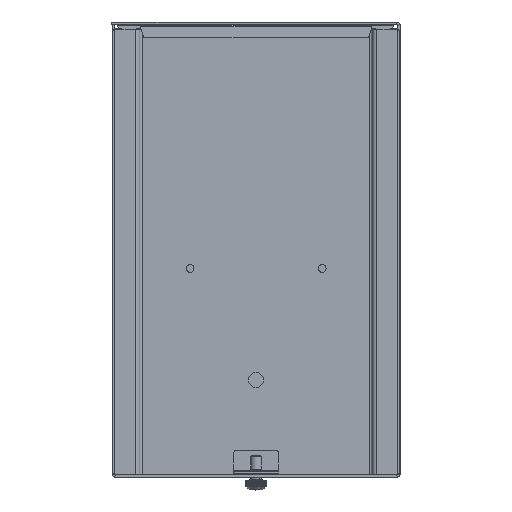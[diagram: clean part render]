
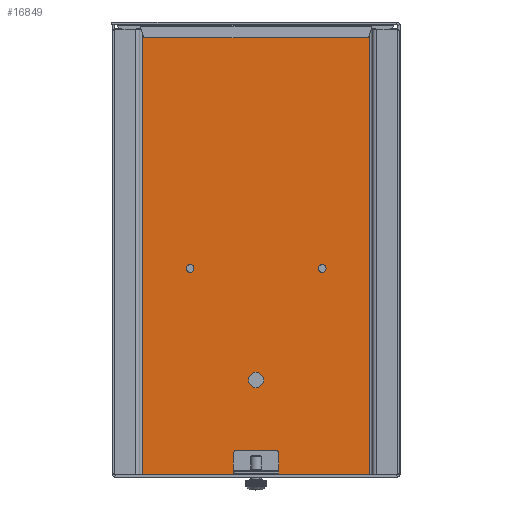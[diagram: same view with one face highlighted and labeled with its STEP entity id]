
A CAD part, top view. The second image highlights one B-rep face of the part: STEP entity #16849.
In plain terms, the highlighted planar face has unit normal (0, 0, 1).
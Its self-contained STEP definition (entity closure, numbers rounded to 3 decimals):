
#101 = DIRECTION ( 'NONE',  ( 0., 0., 1. ) ) ;
#356 = CARTESIAN_POINT ( 'NONE',  ( -43.5, 135.961, 0. ) ) ;
#407 = EDGE_CURVE ( 'NONE', #3347, #18156, #15245, .T. ) ;
#430 = EDGE_CURVE ( 'NONE', #2333, #18156, #9582, .T. ) ;
#733 = CARTESIAN_POINT ( 'NONE',  ( 75., 0., 0. ) ) ;
#983 = VERTEX_POINT ( 'NONE', #5480 ) ;
#1058 = EDGE_CURVE ( 'NONE', #14230, #983, #10184, .T. ) ;
#1149 = VERTEX_POINT ( 'NONE', #8857 ) ;
#1187 = ORIENTED_EDGE ( 'NONE', *, *, #7972, .F. ) ;
#1295 = AXIS2_PLACEMENT_3D ( 'NONE', #12249, #2402, #10810 ) ;
#1602 = EDGE_CURVE ( 'NONE', #4121, #3553, #6117, .T. ) ;
#1801 = CARTESIAN_POINT ( 'NONE',  ( -5., 62.5, 0. ) ) ;
#1958 = EDGE_CURVE ( 'NONE', #10388, #1149, #17902, .T. ) ;
#2154 = PLANE ( 'NONE',  #11569 ) ;
#2333 = VERTEX_POINT ( 'NONE', #11850 ) ;
#2402 = DIRECTION ( 'NONE',  ( 0., 0., 1. ) ) ;
#2989 = VECTOR ( 'NONE', #12484, 1000. ) ;
#3265 = DIRECTION ( 'NONE',  ( 1., 0., 0. ) ) ;
#3347 = VERTEX_POINT ( 'NONE', #4613 ) ;
#3553 = VERTEX_POINT ( 'NONE', #12698 ) ;
#3643 = AXIS2_PLACEMENT_3D ( 'NONE', #18499, #11021, #13547 ) ;
#3658 = VECTOR ( 'NONE', #13620, 1000. ) ;
#4121 = VERTEX_POINT ( 'NONE', #17532 ) ;
#4214 = CARTESIAN_POINT ( 'NONE',  ( 0., 62.5, 0. ) ) ;
#4251 = DIRECTION ( 'NONE',  ( 1., 0., 0. ) ) ;
#4445 = EDGE_LOOP ( 'NONE', ( #9148, #17857 ) ) ;
#4613 = CARTESIAN_POINT ( 'NONE',  ( -75., 293.5, 0. ) ) ;
#5480 = CARTESIAN_POINT ( 'NONE',  ( 5., 62.5, 0. ) ) ;
#5958 = DIRECTION ( 'NONE',  ( 1., 0., 0. ) ) ;
#6117 = CIRCLE ( 'NONE', #3643, 2.6 ) ;
#6232 = ORIENTED_EDGE ( 'NONE', *, *, #18189, .F. ) ;
#6420 = DIRECTION ( 'NONE',  ( 0., 0., 1. ) ) ;
#6615 = ORIENTED_EDGE ( 'NONE', *, *, #1958, .F. ) ;
#6668 = AXIS2_PLACEMENT_3D ( 'NONE', #4214, #101, #5958 ) ;
#6936 = DIRECTION ( 'NONE',  ( 1., 0., 0. ) ) ;
#7035 = EDGE_CURVE ( 'NONE', #3553, #4121, #11781, .T. ) ;
#7603 = ORIENTED_EDGE ( 'NONE', *, *, #18421, .T. ) ;
#7972 = EDGE_CURVE ( 'NONE', #1149, #10388, #17290, .T. ) ;
#8857 = CARTESIAN_POINT ( 'NONE',  ( 40.9, 135.961, 0. ) ) ;
#8937 = EDGE_LOOP ( 'NONE', ( #6615, #1187 ) ) ;
#9148 = ORIENTED_EDGE ( 'NONE', *, *, #7035, .F. ) ;
#9290 = CARTESIAN_POINT ( 'NONE',  ( -75., 293.5, 0. ) ) ;
#9482 = CARTESIAN_POINT ( 'NONE',  ( 76.5, 0., 0. ) ) ;
#9486 = FACE_OUTER_BOUND ( 'NONE', #17381, .T. ) ;
#9582 = LINE ( 'NONE', #9482, #3658 ) ;
#10184 = CIRCLE ( 'NONE', #18472, 5. ) ;
#10388 = VERTEX_POINT ( 'NONE', #13554 ) ;
#10600 = CARTESIAN_POINT ( 'NONE',  ( 43.5, 135.961, 0. ) ) ;
#10810 = DIRECTION ( 'NONE',  ( 1., 0., 0. ) ) ;
#11021 = DIRECTION ( 'NONE',  ( 0., 0., 1. ) ) ;
#11182 = AXIS2_PLACEMENT_3D ( 'NONE', #10600, #16451, #3265 ) ;
#11324 = CARTESIAN_POINT ( 'NONE',  ( 75., 293.5, 0. ) ) ;
#11504 = DIRECTION ( 'NONE',  ( -1., 0., 0. ) ) ;
#11569 = AXIS2_PLACEMENT_3D ( 'NONE', #12473, #18772, #4251 ) ;
#11608 = EDGE_LOOP ( 'NONE', ( #6232, #12393 ) ) ;
#11781 = CIRCLE ( 'NONE', #14823, 2.6 ) ;
#11850 = CARTESIAN_POINT ( 'NONE',  ( 75., 0., 0. ) ) ;
#11921 = DIRECTION ( 'NONE',  ( 1., 0., 0. ) ) ;
#12249 = CARTESIAN_POINT ( 'NONE',  ( 43.5, 135.961, 0. ) ) ;
#12378 = FACE_BOUND ( 'NONE', #8937, .T. ) ;
#12393 = ORIENTED_EDGE ( 'NONE', *, *, #1058, .F. ) ;
#12473 = CARTESIAN_POINT ( 'NONE',  ( 76.5, 293.5, 0. ) ) ;
#12484 = DIRECTION ( 'NONE',  ( 0., 1., 0. ) ) ;
#12698 = CARTESIAN_POINT ( 'NONE',  ( -40.9, 135.961, 0. ) ) ;
#13217 = CARTESIAN_POINT ( 'NONE',  ( 76.5, 293.5, 0. ) ) ;
#13315 = LINE ( 'NONE', #13217, #18724 ) ;
#13547 = DIRECTION ( 'NONE',  ( 1., 0., 0. ) ) ;
#13554 = CARTESIAN_POINT ( 'NONE',  ( 46.1, 135.961, 0. ) ) ;
#13620 = DIRECTION ( 'NONE',  ( -1., 0., 0. ) ) ;
#13914 = LINE ( 'NONE', #733, #2989 ) ;
#14230 = VERTEX_POINT ( 'NONE', #1801 ) ;
#14428 = VECTOR ( 'NONE', #15151, 1000. ) ;
#14823 = AXIS2_PLACEMENT_3D ( 'NONE', #356, #6420, #11921 ) ;
#15151 = DIRECTION ( 'NONE',  ( 0., -1., 0. ) ) ;
#15245 = LINE ( 'NONE', #9290, #14428 ) ;
#15297 = ORIENTED_EDGE ( 'NONE', *, *, #407, .T. ) ;
#15343 = FACE_BOUND ( 'NONE', #4445, .T. ) ;
#15797 = EDGE_CURVE ( 'NONE', #17933, #3347, #13315, .T. ) ;
#15933 = ORIENTED_EDGE ( 'NONE', *, *, #430, .F. ) ;
#16451 = DIRECTION ( 'NONE',  ( 0., 0., 1. ) ) ;
#16810 = CIRCLE ( 'NONE', #6668, 5. ) ;
#16849 = ADVANCED_FACE ( 'NONE', ( #18598, #12378, #9486, #15343 ), #2154, .T. ) ;
#17136 = DIRECTION ( 'NONE',  ( 0., 0., 1. ) ) ;
#17290 = CIRCLE ( 'NONE', #11182, 2.6 ) ;
#17381 = EDGE_LOOP ( 'NONE', ( #15933, #7603, #18689, #15297 ) ) ;
#17532 = CARTESIAN_POINT ( 'NONE',  ( -46.1, 135.961, 0. ) ) ;
#17857 = ORIENTED_EDGE ( 'NONE', *, *, #1602, .F. ) ;
#17902 = CIRCLE ( 'NONE', #1295, 2.6 ) ;
#17933 = VERTEX_POINT ( 'NONE', #11324 ) ;
#18032 = CARTESIAN_POINT ( 'NONE',  ( -75., 0., 0. ) ) ;
#18156 = VERTEX_POINT ( 'NONE', #18032 ) ;
#18189 = EDGE_CURVE ( 'NONE', #983, #14230, #16810, .T. ) ;
#18421 = EDGE_CURVE ( 'NONE', #2333, #17933, #13914, .T. ) ;
#18472 = AXIS2_PLACEMENT_3D ( 'NONE', #18482, #17136, #6936 ) ;
#18482 = CARTESIAN_POINT ( 'NONE',  ( 0., 62.5, 0. ) ) ;
#18499 = CARTESIAN_POINT ( 'NONE',  ( -43.5, 135.961, 0. ) ) ;
#18598 = FACE_BOUND ( 'NONE', #11608, .T. ) ;
#18689 = ORIENTED_EDGE ( 'NONE', *, *, #15797, .T. ) ;
#18724 = VECTOR ( 'NONE', #11504, 1000. ) ;
#18772 = DIRECTION ( 'NONE',  ( 0., 0., 1. ) ) ;
